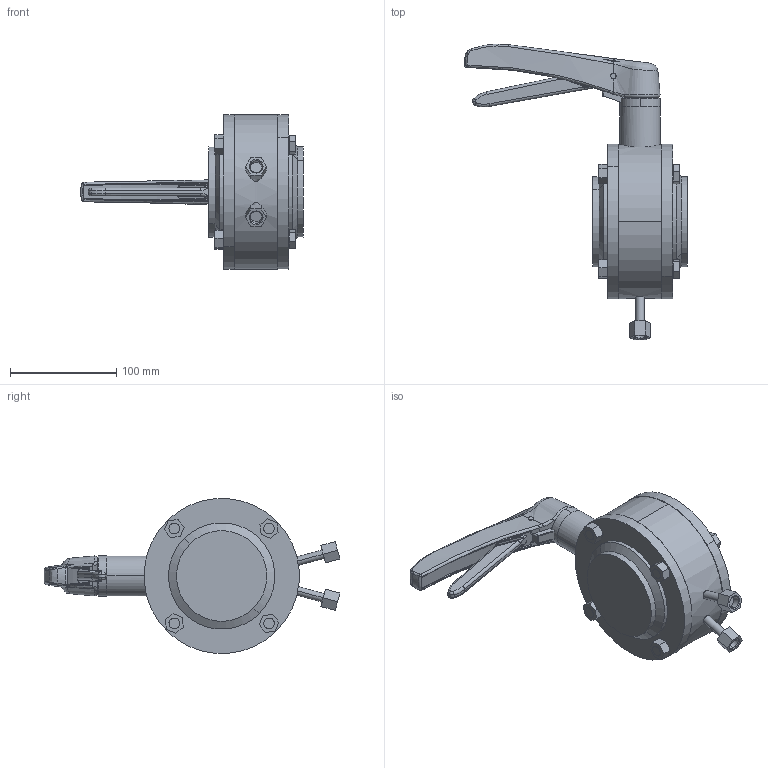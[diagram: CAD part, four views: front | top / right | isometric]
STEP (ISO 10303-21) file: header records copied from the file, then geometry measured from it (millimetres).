
FILE_DESCRIPTION (( 'STEP AP214' ), '1' );
FILE_NAME ('4367080xxx-xxx.STEP', '2014-03-07T07:04:22', ( 'install' ), ( 'Microsoft' ), 'SwSTEP 2.0', 'SolidWorks 2013', '' );
FILE_SCHEMA (( 'AUTOMOTIVE_DESIGN' ));
Length unit declared in the file: millimetre
Products named in the file (3): Group2^Leckage-Scheibenventil-+-4367080130-041DEF_-; Group1^Leckage-Scheibenventil-+-4367080130-041DEF_-; 4367080xxx-xxx
Assembly tree (2 placements, depth 2):
  4367080xxx-xxx
    Group1^Leckage-Scheibenventil-+-4367080130-041DEF_-
    Group2^Leckage-Scheibenventil-+-4367080130-041DEF_-
Bounding box: 209.49 x 278.13 x 145.44 mm (x, y, z)
Volume: 1381114.9 mm3; surface area: 106161.4 mm2
Topology: 2 solids, 2 shells, 353 faces, 863 edges, 537 vertices
Faces by surface type: plane 162, cylinder 87, bspline 73, torus 21, cone 10
Entity records: 17318 total; most frequent: CARTESIAN_POINT 8511, ORIENTED_EDGE 1710, DIRECTION 1401, EDGE_CURVE 855, VERTEX_POINT 537, AXIS2_PLACEMENT_3D 508, LINE 385, VECTOR 385
